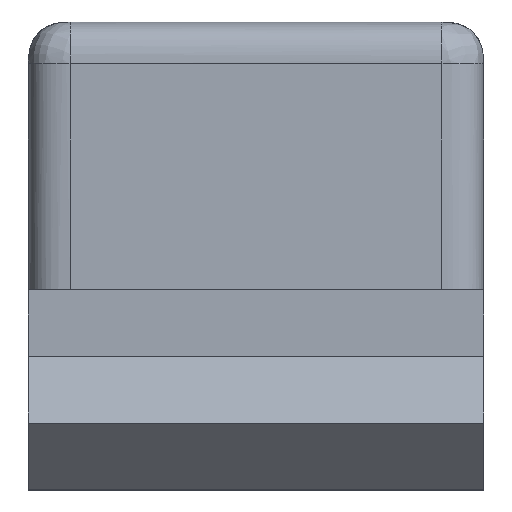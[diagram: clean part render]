
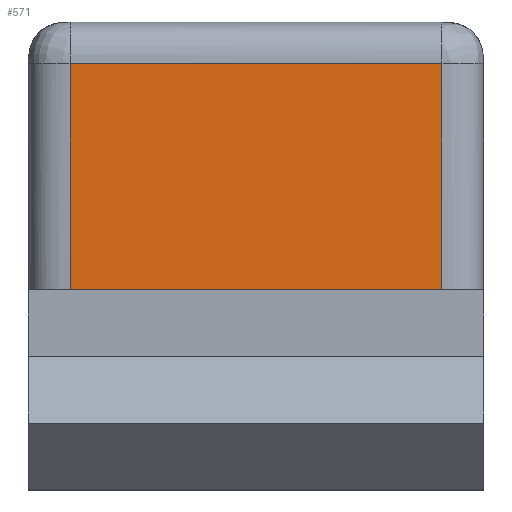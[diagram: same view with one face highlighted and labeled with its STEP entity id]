
A CAD part, left-side view. The second image highlights one B-rep face of the part: STEP entity #571.
In plain terms, the highlighted planar face has unit normal (-1, 0, 0).
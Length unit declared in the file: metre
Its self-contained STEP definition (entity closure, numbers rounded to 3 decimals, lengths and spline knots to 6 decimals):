
#28=B_SPLINE_CURVE_WITH_KNOTS('',3,(#848,#849,#850,#851),.UNSPECIFIED.,
 .F.,.F.,(4,4),(0.,1.),.UNSPECIFIED.);
#29=B_SPLINE_CURVE_WITH_KNOTS('',3,(#853,#854,#855,#856),.UNSPECIFIED.,
 .F.,.F.,(4,4),(0.,1.),.UNSPECIFIED.);
#30=B_SPLINE_CURVE_WITH_KNOTS('',3,(#858,#859,#860,#861),.UNSPECIFIED.,
 .F.,.F.,(4,4),(0.,1.),.UNSPECIFIED.);
#128=ORIENTED_EDGE('',*,*,#237,.T.);
#129=ORIENTED_EDGE('',*,*,#280,.T.);
#130=ORIENTED_EDGE('',*,*,#281,.T.);
#131=ORIENTED_EDGE('',*,*,#282,.T.);
#237=EDGE_CURVE('',#321,#320,#372,.T.);
#280=EDGE_CURVE('',#320,#348,#28,.T.);
#281=EDGE_CURVE('',#348,#349,#29,.T.);
#282=EDGE_CURVE('',#349,#321,#30,.T.);
#320=VERTEX_POINT('',#754);
#321=VERTEX_POINT('',#756);
#348=VERTEX_POINT('',#852);
#349=VERTEX_POINT('',#857);
#372=LINE('',#755,#424);
#424=VECTOR('',#645,1.);
#481=EDGE_LOOP('',(#128,#129,#130,#131));
#515=FACE_BOUND('',#481,.T.);
#549=PLANE('',#618);
#571=ADVANCED_FACE('',(#515),#549,.F.);
#618=AXIS2_PLACEMENT_3D('',#847,#711,#712);
#645=DIRECTION('',(0.,-1.,0.));
#711=DIRECTION('',(1.,0.,0.));
#712=DIRECTION('',(0.,1.,0.));
#754=CARTESIAN_POINT('',(0.01515,-0.002225,0.0042));
#755=CARTESIAN_POINT('',(0.01515,0.,0.0042));
#756=CARTESIAN_POINT('',(0.01515,0.002225,0.0042));
#847=CARTESIAN_POINT('',(0.01515,0.,0.0044));
#848=CARTESIAN_POINT('',(0.01515,-0.002225,0.0042));
#849=CARTESIAN_POINT('',(0.01515,-0.002225,0.0051));
#850=CARTESIAN_POINT('',(0.01515,-0.002225,0.006));
#851=CARTESIAN_POINT('',(0.01515,-0.002225,0.0069));
#852=CARTESIAN_POINT('',(0.01515,-0.002225,0.0069));
#853=CARTESIAN_POINT('',(0.01515,-0.002225,0.0069));
#854=CARTESIAN_POINT('',(0.01515,-0.000742,0.0069));
#855=CARTESIAN_POINT('',(0.01515,0.000742,0.0069));
#856=CARTESIAN_POINT('',(0.01515,0.002225,0.0069));
#857=CARTESIAN_POINT('',(0.01515,0.002225,0.0069));
#858=CARTESIAN_POINT('',(0.01515,0.002225,0.0069));
#859=CARTESIAN_POINT('',(0.01515,0.002225,0.006));
#860=CARTESIAN_POINT('',(0.01515,0.002225,0.0051));
#861=CARTESIAN_POINT('',(0.01515,0.002225,0.0042));
